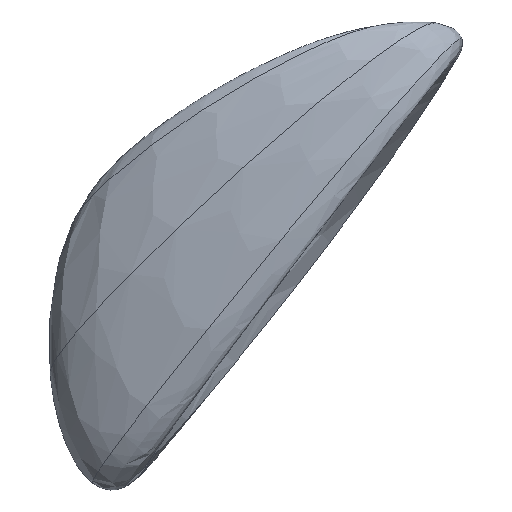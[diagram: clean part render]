
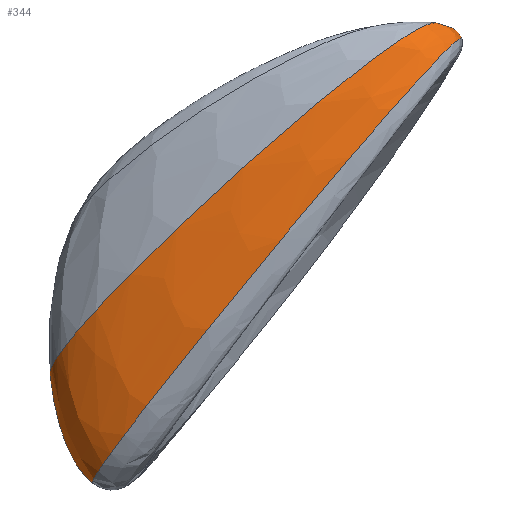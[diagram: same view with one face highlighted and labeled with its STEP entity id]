
A CAD part, front view. The second image highlights one B-rep face of the part: STEP entity #344.
In plain terms, the highlighted free-form (B-spline) face has degree [3, 3] with [7, 6] control points.
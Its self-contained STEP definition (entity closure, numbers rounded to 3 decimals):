
#34 = VERTEX_POINT('',#35);
#35 = CARTESIAN_POINT('',(8.909,7.254,78.99)
  );
#45 = EDGE_CURVE('',#34,#46,#48,.T.);
#46 = VERTEX_POINT('',#47);
#47 = CARTESIAN_POINT('',(-87.461,0.,
    -36.28));
#48 = B_SPLINE_CURVE_WITH_KNOTS('',3,(#49,#50,#51,#52,#53),
  .UNSPECIFIED.,.F.,.F.,(4,1,4),(0.5,0.54,1.),.UNSPECIFIED.);
#49 = CARTESIAN_POINT('',(8.909,7.254,78.99)
  );
#50 = CARTESIAN_POINT('',(9.103,4.708,79.741)
  );
#51 = CARTESIAN_POINT('',(5.234,-26.002,81.259
    ));
#52 = CARTESIAN_POINT('',(-87.985,-24.994,
    -31.865));
#53 = CARTESIAN_POINT('',(-87.461,0.,
    -36.28));
#344 = ADVANCED_FACE('',(#345),#380,.T.);
#345 = FACE_BOUND('',#346,.T.);
#346 = EDGE_LOOP('',(#347,#348,#360,#370));
#347 = ORIENTED_EDGE('',*,*,#45,.F.);
#348 = ORIENTED_EDGE('',*,*,#349,.T.);
#349 = EDGE_CURVE('',#34,#350,#352,.T.);
#350 = VERTEX_POINT('',#351);
#351 = CARTESIAN_POINT('',(3.338,7.578,81.825)
  );
#352 = B_SPLINE_CURVE_WITH_KNOTS('',3,(#353,#354,#355,#356,#357,#358,
    #359),.UNSPECIFIED.,.F.,.F.,(4,1,1,1,4),(0.,0.25,0.5,0.75,1.),
  .QUASI_UNIFORM_KNOTS.);
#353 = CARTESIAN_POINT('',(8.909,7.254,78.99
    ));
#354 = CARTESIAN_POINT('',(8.742,7.281,79.491
    ));
#355 = CARTESIAN_POINT('',(8.235,7.335,80.369)
  );
#356 = CARTESIAN_POINT('',(7.006,7.416,81.297
    ));
#357 = CARTESIAN_POINT('',(5.37,7.497,81.815)
  );
#358 = CARTESIAN_POINT('',(4.047,7.551,81.872
    ));
#359 = CARTESIAN_POINT('',(3.338,7.578,81.825)
  );
#360 = ORIENTED_EDGE('',*,*,#361,.F.);
#361 = EDGE_CURVE('',#362,#350,#364,.T.);
#362 = VERTEX_POINT('',#363);
#363 = CARTESIAN_POINT('',(-98.474,0.,
    -7.902));
#364 = B_SPLINE_CURVE_WITH_KNOTS('',3,(#365,#366,#367,#368,#369),
  .UNSPECIFIED.,.F.,.F.,(4,1,4),(0.,0.46,0.5),.UNSPECIFIED.);
#365 = CARTESIAN_POINT('',(-98.474,0.,
    -7.902));
#366 = CARTESIAN_POINT('',(-100.098,-26.11,
    1.156));
#367 = CARTESIAN_POINT('',(-1.96,-27.163,
    91.019));
#368 = CARTESIAN_POINT('',(3.434,4.919,82.986
    ));
#369 = CARTESIAN_POINT('',(3.338,7.578,81.825)
  );
#370 = ORIENTED_EDGE('',*,*,#371,.F.);
#371 = EDGE_CURVE('',#46,#362,#372,.T.);
#372 = B_SPLINE_CURVE_WITH_KNOTS('',3,(#373,#374,#375,#376,#377,#378,
    #379),.UNSPECIFIED.,.F.,.F.,(4,1,1,1,4),(0.,0.25,0.5,0.75,1.),
  .QUASI_UNIFORM_KNOTS.);
#373 = CARTESIAN_POINT('',(-87.461,0.,
    -36.28));
#374 = CARTESIAN_POINT('',(-88.86,0.,
    -35.225));
#375 = CARTESIAN_POINT('',(-91.483,0.,
    -32.289));
#376 = CARTESIAN_POINT('',(-94.746,0.,
    -25.793));
#377 = CARTESIAN_POINT('',(-97.188,0.,
    -17.589));
#378 = CARTESIAN_POINT('',(-98.169,0.,
    -11.236));
#379 = CARTESIAN_POINT('',(-98.474,0.,
    -7.902));
#380 = B_SPLINE_SURFACE_WITH_KNOTS('',3,3,(
    (#381,#382,#383,#384,#385,#386)
    ,(#387,#388,#389,#390,#391,#392)
    ,(#393,#394,#395,#396,#397,#398)
    ,(#399,#400,#401,#402,#403,#404)
    ,(#405,#406,#407,#408,#409,#410)
    ,(#411,#412,#413,#414,#415,#416)
    ,(#417,#418,#419,#420,#421,#422
    )),.UNSPECIFIED.,.F.,.T.,.F.,(4,1,1,1,4),(1,3,1,1,3,1),(0.,0.25,0.5,
    0.75,1.),(-0.46,0.,0.285,0.54,1.,
    1.285),.UNSPECIFIED.);
#381 = CARTESIAN_POINT('',(-87.461,0.,
    -36.28));
#382 = CARTESIAN_POINT('',(-87.137,15.471,
    -39.014));
#383 = CARTESIAN_POINT('',(-23.828,62.295,
    28.214));
#384 = CARTESIAN_POINT('',(45.366,-26.435,
    129.961));
#385 = CARTESIAN_POINT('',(-87.985,-24.994,
    -31.865));
#386 = CARTESIAN_POINT('',(-87.461,0.,
    -36.28));
#387 = CARTESIAN_POINT('',(-88.86,0.,
    -35.225));
#388 = CARTESIAN_POINT('',(-88.478,15.528,
    -38.042));
#389 = CARTESIAN_POINT('',(-24.212,62.527,
    28.599));
#390 = CARTESIAN_POINT('',(45.539,-26.534,
    130.443));
#391 = CARTESIAN_POINT('',(-89.478,-25.087,
    -30.674));
#392 = CARTESIAN_POINT('',(-88.86,0.,
    -35.225));
#393 = CARTESIAN_POINT('',(-91.483,0.,
    -32.289));
#394 = CARTESIAN_POINT('',(-90.967,15.643,
    -35.383));
#395 = CARTESIAN_POINT('',(-24.965,62.99,
    29.169));
#396 = CARTESIAN_POINT('',(45.531,-26.731,
    131.18));
#397 = CARTESIAN_POINT('',(-92.318,-25.273,
    -27.29));
#398 = CARTESIAN_POINT('',(-91.483,0.,
    -32.289));
#399 = CARTESIAN_POINT('',(-94.746,0.,
    -25.793));
#400 = CARTESIAN_POINT('',(-94.015,15.816,
    -29.562));
#401 = CARTESIAN_POINT('',(-26.114,63.686,
    29.546));
#402 = CARTESIAN_POINT('',(44.584,-27.026,
    131.55));
#403 = CARTESIAN_POINT('',(-95.926,-25.552,
    -19.704));
#404 = CARTESIAN_POINT('',(-94.746,0.,
    -25.793));
#405 = CARTESIAN_POINT('',(-97.188,0.,
    -17.589));
#406 = CARTESIAN_POINT('',(-96.274,15.989,
    -22.218));
#407 = CARTESIAN_POINT('',(-27.35,64.381,
    29.571));
#408 = CARTESIAN_POINT('',(42.826,-27.321,
    131.127));
#409 = CARTESIAN_POINT('',(-98.664,-25.831,
    -10.111));
#410 = CARTESIAN_POINT('',(-97.188,0.,
    -17.589));
#411 = CARTESIAN_POINT('',(-98.169,0.,
    -11.236));
#412 = CARTESIAN_POINT('',(-97.182,16.104,
    -16.512));
#413 = CARTESIAN_POINT('',(-28.278,64.845,
    29.434));
#414 = CARTESIAN_POINT('',(41.198,-27.518,
    130.281));
#415 = CARTESIAN_POINT('',(-99.765,-26.017,
    -2.712));
#416 = CARTESIAN_POINT('',(-98.169,0.,
    -11.236));
#417 = CARTESIAN_POINT('',(-98.474,0.,
    -7.902));
#418 = CARTESIAN_POINT('',(-97.469,16.161,
    -13.509));
#419 = CARTESIAN_POINT('',(-28.78,65.077,
    29.348));
#420 = CARTESIAN_POINT('',(40.291,-27.616,
    129.707));
#421 = CARTESIAN_POINT('',(-100.098,-26.11,
    1.156));
#422 = CARTESIAN_POINT('',(-98.474,0.,
    -7.902));
